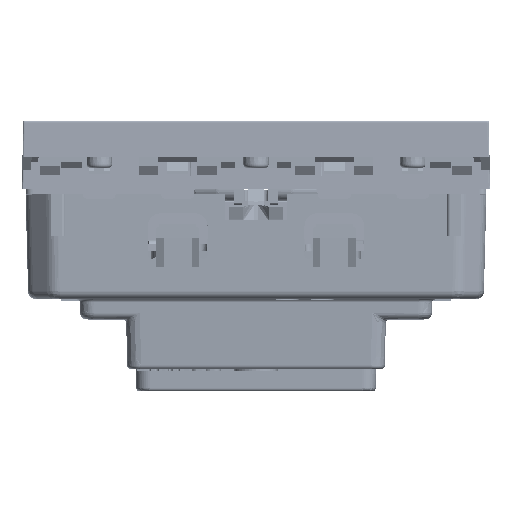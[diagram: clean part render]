
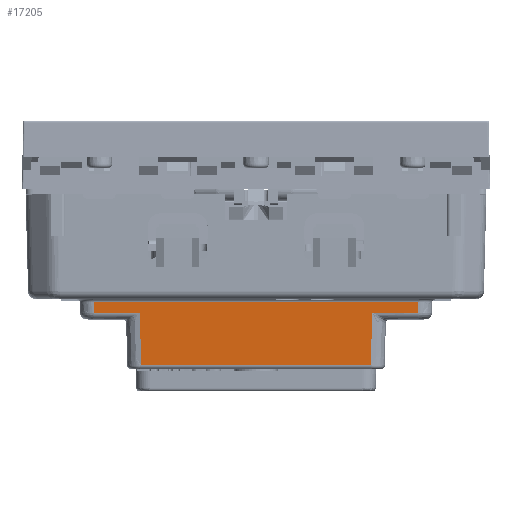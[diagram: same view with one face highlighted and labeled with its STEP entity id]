
A CAD part, top view. The second image highlights one B-rep face of the part: STEP entity #17205.
In plain terms, the highlighted free-form (B-spline) face has degree [3, 1] with [6, 2] control points.
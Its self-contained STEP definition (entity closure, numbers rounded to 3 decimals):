
#2984 = CARTESIAN_POINT ( 'NONE',  ( 23.573, 10.382, 17.171 ) ) ;
#3622 = CARTESIAN_POINT ( 'NONE',  ( -23.573, 10.462, 18.546 ) ) ;
#5058 = CARTESIAN_POINT ( 'NONE',  ( -23.294, 10.861, 26.224 ) ) ;
#5909 = VECTOR ( 'NONE', #104457, 1000. ) ;
#7198 = EDGE_CURVE ( 'NONE', #196417, #51688, #125723, .T. ) ;
#7289 = CARTESIAN_POINT ( 'NONE',  ( 23.294, 10.861, 26.224 ) ) ;
#17205 = ADVANCED_FACE ( 'NONE', ( #79150 ), #139494, .T. ) ;
#17357 = CARTESIAN_POINT ( 'NONE',  ( 16.668, 10.773, 24.433 ) ) ;
#18008 = CARTESIAN_POINT ( 'NONE',  ( 16.528, 10.491, 19.084 ) ) ;
#18674 = CARTESIAN_POINT ( 'NONE',  ( -23.255, 10.789, 24.75 ) ) ;
#19429 = CARTESIAN_POINT ( 'NONE',  ( 23.255, 10.789, 24.75 ) ) ;
#26565 = CARTESIAN_POINT ( 'NONE',  ( -16.676, 10.789, 24.75 ) ) ;
#27134 = VERTEX_POINT ( 'NONE', #95503 ) ;
#30265 = CARTESIAN_POINT ( 'NONE',  ( -16.668, 10.773, 24.433 ) ) ;
#30926 = CARTESIAN_POINT ( 'NONE',  ( -16.528, 10.491, 19.084 ) ) ;
#32380 = B_SPLINE_CURVE_WITH_KNOTS ( 'NONE', 3,
 ( #109510, #17357, #63372, #139925, #141906, #48484, #78254, #18008, #64681, #95862 ),
 .UNSPECIFIED., .F., .F.,
 ( 4, 3, 3, 4 ),
 ( -0.001, 0., 0.004, 0.007 ),
 .UNSPECIFIED. ) ;
#33509 = CARTESIAN_POINT ( 'NONE',  ( -23.573, 10.782, 24.588 ) ) ;
#35334 = LINE ( 'NONE', #26565, #5909 ) ;
#37461 = CARTESIAN_POINT ( 'NONE',  ( -23.26, 10.798, 24.931 ) ) ;
#45414 = CARTESIAN_POINT ( 'NONE',  ( 16.676, 10.789, 24.75 ) ) ;
#45844 = CARTESIAN_POINT ( 'NONE',  ( -16.585, 10.612, 21.294 ) ) ;
#48484 = CARTESIAN_POINT ( 'NONE',  ( 16.585, 10.612, 21.294 ) ) ;
#49020 = VECTOR ( 'NONE', #74232, 1000. ) ;
#49072 = CARTESIAN_POINT ( 'NONE',  ( 23.573, 10.861, 26.224 ) ) ;
#51688 = VERTEX_POINT ( 'NONE', #191657 ) ;
#52347 = CARTESIAN_POINT ( 'NONE',  ( -23.269, 10.816, 25.292 ) ) ;
#58700 = EDGE_CURVE ( 'NONE', #89414, #194285, #35334, .T. ) ;
#63372 = CARTESIAN_POINT ( 'NONE',  ( 16.659, 10.757, 24.117 ) ) ;
#64681 = CARTESIAN_POINT ( 'NONE',  ( 16.503, 10.438, 18.128 ) ) ;
#66575 = CARTESIAN_POINT ( 'NONE',  ( 23.573, 10.782, 24.588 ) ) ;
#67235 = CARTESIAN_POINT ( 'NONE',  ( -23.573, 10.382, 17.171 ) ) ;
#67884 = CARTESIAN_POINT ( 'NONE',  ( -23.255, 10.789, 24.75 ) ) ;
#68560 = VERTEX_POINT ( 'NONE', #45414 ) ;
#69342 = ORIENTED_EDGE ( 'NONE', *, *, #58700, .T. ) ;
#70885 = CARTESIAN_POINT ( 'NONE',  ( 23.277, 10.831, 25.603 ) ) ;
#71521 = B_SPLINE_CURVE_WITH_KNOTS ( 'NONE', 3,
 ( #67884, #37461, #177015, #52347, #191221, #129573, #176313 ),
 .UNSPECIFIED., .F., .F.,
 ( 4, 3, 4 ),
 ( 0.001, 0.001, 0.002 ),
 .UNSPECIFIED. ) ;
#72971 = CARTESIAN_POINT ( 'NONE',  ( -16.503, 10.438, 18.128 ) ) ;
#74232 = DIRECTION ( 'NONE',  ( -1., 0., 0. ) ) ;
#77620 = ORIENTED_EDGE ( 'NONE', *, *, #172411, .T. ) ;
#78254 = CARTESIAN_POINT ( 'NONE',  ( 16.553, 10.543, 20.041 ) ) ;
#78865 = DIRECTION ( 'NONE',  ( -1., 0., 0. ) ) ;
#79150 = FACE_OUTER_BOUND ( 'NONE', #135483, .T. ) ;
#79547 = CARTESIAN_POINT ( 'NONE',  ( 16.478, 10.382, 17.171 ) ) ;
#80406 = ORIENTED_EDGE ( 'NONE', *, *, #180289, .T. ) ;
#80503 = ORIENTED_EDGE ( 'NONE', *, *, #157269, .T. ) ;
#80862 = CARTESIAN_POINT ( 'NONE',  ( 23.573, 10.462, 18.546 ) ) ;
#83688 = ORIENTED_EDGE ( 'NONE', *, *, #146733, .T. ) ;
#86443 = CARTESIAN_POINT ( 'NONE',  ( 23.26, 10.798, 24.931 ) ) ;
#89414 = VERTEX_POINT ( 'NONE', #170448 ) ;
#92695 = LINE ( 'NONE', #5058, #129115 ) ;
#95503 = CARTESIAN_POINT ( 'NONE',  ( 23.294, 10.861, 26.224 ) ) ;
#95862 = CARTESIAN_POINT ( 'NONE',  ( 16.478, 10.382, 17.171 ) ) ;
#96109 = ORIENTED_EDGE ( 'NONE', *, *, #148695, .T. ) ;
#98456 = CARTESIAN_POINT ( 'NONE',  ( -23.573, 10.861, 26.224 ) ) ;
#104457 = DIRECTION ( 'NONE',  ( -1., 0., 0. ) ) ;
#104819 = LINE ( 'NONE', #19429, #49020 ) ;
#105946 = CARTESIAN_POINT ( 'NONE',  ( -23.294, 10.861, 26.224 ) ) ;
#109510 = CARTESIAN_POINT ( 'NONE',  ( 16.676, 10.789, 24.75 ) ) ;
#116695 = ORIENTED_EDGE ( 'NONE', *, *, #7198, .T. ) ;
#119064 = CARTESIAN_POINT ( 'NONE',  ( -16.478, 10.382, 17.171 ) ) ;
#123033 = CARTESIAN_POINT ( 'NONE',  ( -16.651, 10.741, 23.8 ) ) ;
#125723 = LINE ( 'NONE', #79547, #135744 ) ;
#127603 = CARTESIAN_POINT ( 'NONE',  ( 23.573, 10.542, 19.991 ) ) ;
#129115 = VECTOR ( 'NONE', #175751, 1000. ) ;
#129573 = CARTESIAN_POINT ( 'NONE',  ( -23.285, 10.846, 25.914 ) ) ;
#135483 = EDGE_LOOP ( 'NONE', ( #150290, #80503, #83688, #77620, #80406, #116695, #96109, #69342 ) ) ;
#135744 = VECTOR ( 'NONE', #78865, 1000. ) ;
#137315 = CARTESIAN_POINT ( 'NONE',  ( -16.676, 10.789, 24.75 ) ) ;
#139494 = B_SPLINE_SURFACE_WITH_KNOTS ( 'NONE', 3, 1, ( 
 ( #67235, #2984 ),
 ( #3622, #80862 ),
 ( #189913, #127603 ),
 ( #143847, #175681 ),
 ( #33509, #66575 ),
 ( #98456, #49072 ) ),
 .UNSPECIFIED., .F., .F., .F.,
 ( 4, 2, 4 ),
 ( 2, 2 ),
 ( 0., 0.5, 1. ),
 ( 0., 1. ),
 .UNSPECIFIED. ) ;
#139925 = CARTESIAN_POINT ( 'NONE',  ( 16.651, 10.741, 23.8 ) ) ;
#140075 = VERTEX_POINT ( 'NONE', #105946 ) ;
#141906 = CARTESIAN_POINT ( 'NONE',  ( 16.618, 10.677, 22.547 ) ) ;
#142918 = B_SPLINE_CURVE_WITH_KNOTS ( 'NONE', 3,
 ( #119064, #72971, #30926, #170431, #45844, #184734, #123033, #169767, #30265, #137315 ),
 .UNSPECIFIED., .F., .F.,
 ( 4, 3, 3, 4 ),
 ( 0.001, 0.004, 0.008, 0.009 ),
 .UNSPECIFIED. ) ;
#143847 = CARTESIAN_POINT ( 'NONE',  ( -23.573, 10.702, 23.012 ) ) ;
#146733 = EDGE_CURVE ( 'NONE', #27134, #177220, #191547, .T. ) ;
#146739 = CARTESIAN_POINT ( 'NONE',  ( 23.264, 10.807, 25.112 ) ) ;
#148695 = EDGE_CURVE ( 'NONE', #51688, #89414, #142918, .T. ) ;
#150290 = ORIENTED_EDGE ( 'NONE', *, *, #174273, .T. ) ;
#157269 = EDGE_CURVE ( 'NONE', #140075, #27134, #92695, .T. ) ;
#163015 = CARTESIAN_POINT ( 'NONE',  ( 23.285, 10.846, 25.914 ) ) ;
#163932 = CARTESIAN_POINT ( 'NONE',  ( 16.478, 10.382, 17.171 ) ) ;
#167844 = CARTESIAN_POINT ( 'NONE',  ( 23.255, 10.789, 24.75 ) ) ;
#169767 = CARTESIAN_POINT ( 'NONE',  ( -16.659, 10.757, 24.117 ) ) ;
#170431 = CARTESIAN_POINT ( 'NONE',  ( -16.553, 10.543, 20.041 ) ) ;
#170448 = CARTESIAN_POINT ( 'NONE',  ( -16.676, 10.789, 24.75 ) ) ;
#172411 = EDGE_CURVE ( 'NONE', #177220, #68560, #104819, .T. ) ;
#174273 = EDGE_CURVE ( 'NONE', #194285, #140075, #71521, .T. ) ;
#175681 = CARTESIAN_POINT ( 'NONE',  ( 23.573, 10.702, 23.012 ) ) ;
#175751 = DIRECTION ( 'NONE',  ( 1., 0., 0. ) ) ;
#176313 = CARTESIAN_POINT ( 'NONE',  ( -23.294, 10.861, 26.224 ) ) ;
#177015 = CARTESIAN_POINT ( 'NONE',  ( -23.264, 10.807, 25.112 ) ) ;
#177220 = VERTEX_POINT ( 'NONE', #167844 ) ;
#179328 = CARTESIAN_POINT ( 'NONE',  ( 23.269, 10.816, 25.292 ) ) ;
#180289 = EDGE_CURVE ( 'NONE', #68560, #196417, #32380, .T. ) ;
#184734 = CARTESIAN_POINT ( 'NONE',  ( -16.618, 10.677, 22.547 ) ) ;
#189913 = CARTESIAN_POINT ( 'NONE',  ( -23.573, 10.542, 19.991 ) ) ;
#191221 = CARTESIAN_POINT ( 'NONE',  ( -23.277, 10.831, 25.603 ) ) ;
#191547 = B_SPLINE_CURVE_WITH_KNOTS ( 'NONE', 3,
 ( #7289, #163015, #70885, #179328, #146739, #86443, #194860 ),
 .UNSPECIFIED., .F., .F.,
 ( 4, 3, 4 ),
 ( 0., 0.001, 0.002 ),
 .UNSPECIFIED. ) ;
#191657 = CARTESIAN_POINT ( 'NONE',  ( -16.478, 10.382, 17.171 ) ) ;
#194285 = VERTEX_POINT ( 'NONE', #18674 ) ;
#194860 = CARTESIAN_POINT ( 'NONE',  ( 23.255, 10.789, 24.75 ) ) ;
#196417 = VERTEX_POINT ( 'NONE', #163932 ) ;
